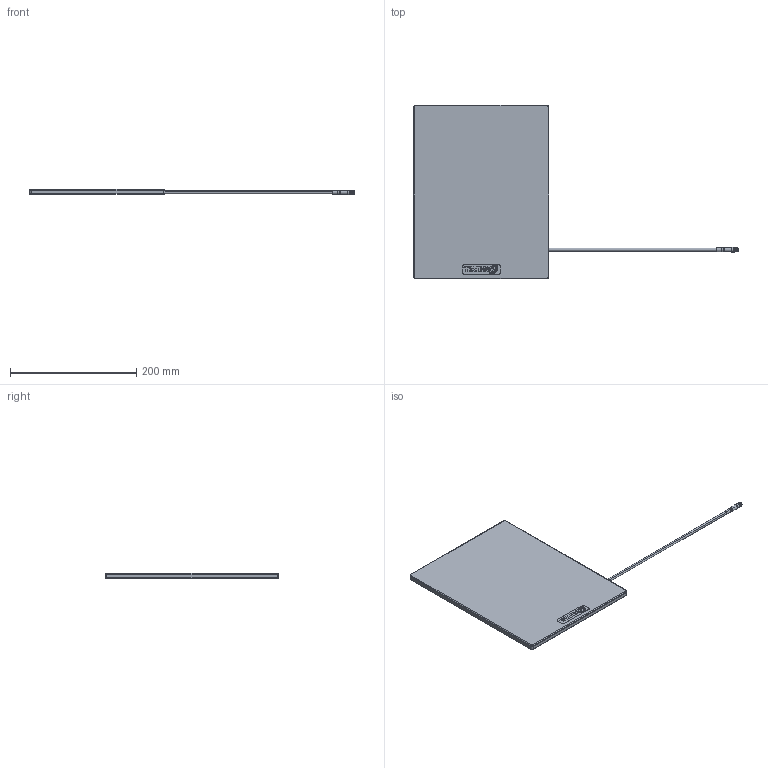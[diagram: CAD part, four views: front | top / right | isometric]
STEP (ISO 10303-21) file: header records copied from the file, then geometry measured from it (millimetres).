
FILE_DESCRIPTION (( 'STEP AP214' ), '1' );
FILE_NAME ('B6031 Antenna (Flat) RevC 7-4-25.STEP', '2025-04-06T21:06:17', ( '' ), ( '' ), 'SwSTEP 2.0', 'SolidWorks 2019', '' );
FILE_SCHEMA (( 'AUTOMOTIVE_DESIGN' ));
Length unit declared in the file: millimetre
Products named in the file (6): B6031 Antenna Panel (Dumb) 24-6-19; 71759-CM Label, Times-7 Logo for Radomes 7-9-23; 71640-CM Cable Assy, SMA Jack-2m LCom 195 Cable-SMA Jack 26-11-24_B6031; B6031 Antenna (Flat) RevC 7-4-25; 72532-CM B6031 Radome 15-9-20; 71946-CM AN610B6031 Gasket 1-7-19
Assembly tree (5 placements, depth 2):
  B6031 Antenna (Flat) RevC 7-4-25
    B6031 Antenna Panel (Dumb) 24-6-19
    71946-CM AN610B6031 Gasket 1-7-19
    72532-CM B6031 Radome 15-9-20
    71759-CM Label, Times-7 Logo for Radomes 7-9-23
    71640-CM Cable Assy, SMA Jack-2m LCom 195 Cable-SMA Jack 26-11-24_B6031
Bounding box: 513.93 x 275 x 8.75 mm (x, y, z)
Volume: 470492.6 mm3; surface area: 602406.3 mm2
Topology: 7 solids, 7 shells, 256 faces, 661 edges, 434 vertices
Faces by surface type: plane 127, cylinder 112, torus 10, bspline 7
Entity records: 10869 total; most frequent: CARTESIAN_POINT 2389, DIRECTION 1346, ORIENTED_EDGE 1322, EDGE_CURVE 661, AXIS2_PLACEMENT_3D 468, VERTEX_POINT 434, VECTOR 410, LINE 410
